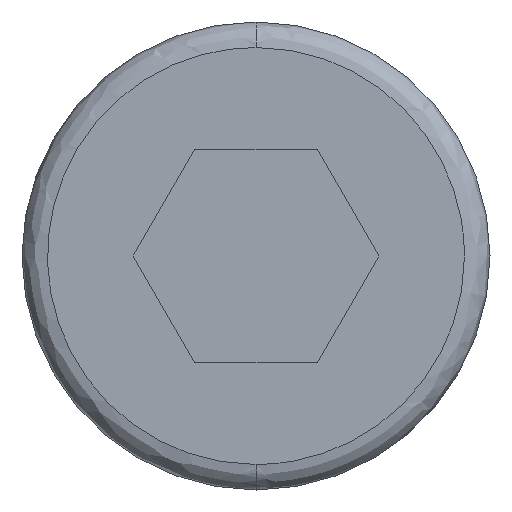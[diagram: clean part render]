
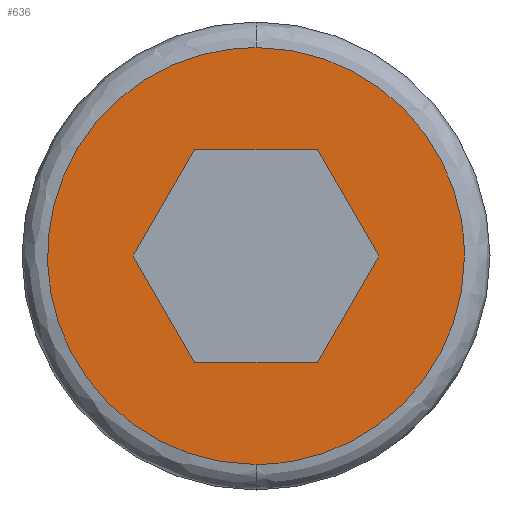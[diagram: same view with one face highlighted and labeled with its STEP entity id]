
A CAD part, front view. The second image highlights one B-rep face of the part: STEP entity #636.
In plain terms, the highlighted planar face has unit normal (0, -1, 0).
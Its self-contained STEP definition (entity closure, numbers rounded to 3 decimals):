
#12 = DIRECTION ( 'NONE',  ( 0.5, 0., -0.866 ) ) ;
#35 = VECTOR ( 'NONE', #12, 1000. ) ;
#39 =( BOUNDED_CURVE ( )  B_SPLINE_CURVE ( 3, ( #539, #466, #541, #221 ),
 .UNSPECIFIED., .F., .T. ) 
 B_SPLINE_CURVE_WITH_KNOTS ( ( 4, 4 ),
 ( 0., 0.333 ),
 .UNSPECIFIED. ) 
 CURVE ( )  GEOMETRIC_REPRESENTATION_ITEM ( )  RATIONAL_B_SPLINE_CURVE ( ( 1., 0.805, 0.805, 1. ) ) 
 REPRESENTATION_ITEM ( '' )  );
#46 = EDGE_CURVE ( 'NONE', #395, #667, #284, .T. ) ;
#51 = CARTESIAN_POINT ( 'NONE',  ( 0., -3., 2.45 ) ) ;
#56 = LINE ( 'NONE', #530, #35 ) ;
#60 = CARTESIAN_POINT ( 'NONE',  ( -2.45, -3., -1.435 ) ) ;
#101 = EDGE_CURVE ( 'NONE', #601, #629, #488, .T. ) ;
#104 = EDGE_LOOP ( 'NONE', ( #556, #129, #599 ) ) ;
#109 = CARTESIAN_POINT ( 'NONE',  ( -2.45, -3., 0. ) ) ;
#122 = CARTESIAN_POINT ( 'NONE',  ( 1.443, -3., 0. ) ) ;
#129 = ORIENTED_EDGE ( 'NONE', *, *, #101, .F. ) ;
#132 = CARTESIAN_POINT ( 'NONE',  ( -0.722, -3., -1.25 ) ) ;
#147 = VERTEX_POINT ( 'NONE', #357 ) ;
#160 =( BOUNDED_CURVE ( )  B_SPLINE_CURVE ( 3, ( #51, #280, #592, #338 ),
 .UNSPECIFIED., .F., .F. ) 
 B_SPLINE_CURVE_WITH_KNOTS ( ( 4, 4 ),
 ( 0., 1. ),
 .UNSPECIFIED. ) 
 CURVE ( )  GEOMETRIC_REPRESENTATION_ITEM ( )  RATIONAL_B_SPLINE_CURVE ( ( 1., 0.805, 0.805, 1. ) ) 
 REPRESENTATION_ITEM ( '' )  );
#162 = VECTOR ( 'NONE', #591, 1000. ) ;
#166 = CARTESIAN_POINT ( 'NONE',  ( -1.435, -3., 2.45 ) ) ;
#167 = CARTESIAN_POINT ( 'NONE',  ( 0., -3., -2.45 ) ) ;
#171 = CARTESIAN_POINT ( 'NONE',  ( 0., -3., 0. ) ) ;
#184 = ORIENTED_EDGE ( 'NONE', *, *, #664, .T. ) ;
#215 = EDGE_CURVE ( 'NONE', #261, #619, #701, .T. ) ;
#221 = CARTESIAN_POINT ( 'NONE',  ( 0., -3., -2.45 ) ) ;
#230 = DIRECTION ( 'NONE',  ( 0., -1., 0. ) ) ;
#237 = CARTESIAN_POINT ( 'NONE',  ( 0.722, -3., 1.25 ) ) ;
#261 = VERTEX_POINT ( 'NONE', #132 ) ;
#280 = CARTESIAN_POINT ( 'NONE',  ( 1.435, -3., 2.45 ) ) ;
#284 = LINE ( 'NONE', #441, #162 ) ;
#298 = DIRECTION ( 'NONE',  ( -0.5, 0., -0.866 ) ) ;
#300 = CARTESIAN_POINT ( 'NONE',  ( 2.45, -3., 0. ) ) ;
#309 = VECTOR ( 'NONE', #647, 1000. ) ;
#331 = EDGE_LOOP ( 'NONE', ( #572, #184, #387, #524, #344, #353 ) ) ;
#338 = CARTESIAN_POINT ( 'NONE',  ( 2.45, -3., 0. ) ) ;
#344 = ORIENTED_EDGE ( 'NONE', *, *, #406, .T. ) ;
#353 = ORIENTED_EDGE ( 'NONE', *, *, #46, .T. ) ;
#357 = CARTESIAN_POINT ( 'NONE',  ( 1.443, -3., 0. ) ) ;
#375 = VERTEX_POINT ( 'NONE', #709 ) ;
#383 = AXIS2_PLACEMENT_3D ( 'NONE', #171, #230, #658 ) ;
#387 = ORIENTED_EDGE ( 'NONE', *, *, #402, .T. ) ;
#394 = DIRECTION ( 'NONE',  ( 0.5, 0., 0.866 ) ) ;
#395 = VERTEX_POINT ( 'NONE', #645 ) ;
#396 = VECTOR ( 'NONE', #394, 1000. ) ;
#402 = EDGE_CURVE ( 'NONE', #375, #261, #475, .T. ) ;
#406 = EDGE_CURVE ( 'NONE', #619, #395, #563, .T. ) ;
#441 = CARTESIAN_POINT ( 'NONE',  ( 0., -3., 1.25 ) ) ;
#443 = EDGE_CURVE ( 'NONE', #629, #685, #160, .T. ) ;
#462 = FACE_BOUND ( 'NONE', #331, .T. ) ;
#466 = CARTESIAN_POINT ( 'NONE',  ( 2.45, -3., -1.435 ) ) ;
#472 = CARTESIAN_POINT ( 'NONE',  ( -1.435, -3., -2.45 ) ) ;
#475 = LINE ( 'NONE', #521, #309 ) ;
#488 =( BOUNDED_CURVE ( )  B_SPLINE_CURVE ( 3, ( #727, #472, #60, #109, #651, #166, #653 ),
 .UNSPECIFIED., .F., .T. ) 
 B_SPLINE_CURVE_WITH_KNOTS ( ( 4, 3, 4 ),
 ( 0.333, 0.667, 1. ),
 .UNSPECIFIED. ) 
 CURVE ( )  GEOMETRIC_REPRESENTATION_ITEM ( )  RATIONAL_B_SPLINE_CURVE ( ( 1., 0.805, 0.805, 1., 0.805, 0.805, 1. ) ) 
 REPRESENTATION_ITEM ( '' )  );
#521 = CARTESIAN_POINT ( 'NONE',  ( 0., -3., -1.25 ) ) ;
#524 = ORIENTED_EDGE ( 'NONE', *, *, #215, .T. ) ;
#530 = CARTESIAN_POINT ( 'NONE',  ( 0.722, -3., 1.25 ) ) ;
#533 = CARTESIAN_POINT ( 'NONE',  ( -1.443, -3., 0. ) ) ;
#539 = CARTESIAN_POINT ( 'NONE',  ( 2.45, -3., 0. ) ) ;
#541 = CARTESIAN_POINT ( 'NONE',  ( 1.435, -3., -2.45 ) ) ;
#550 = EDGE_CURVE ( 'NONE', #667, #147, #56, .T. ) ;
#553 = CARTESIAN_POINT ( 'NONE',  ( -0.722, -3., -1.25 ) ) ;
#556 = ORIENTED_EDGE ( 'NONE', *, *, #443, .F. ) ;
#563 = LINE ( 'NONE', #584, #396 ) ;
#572 = ORIENTED_EDGE ( 'NONE', *, *, #550, .T. ) ;
#574 = VECTOR ( 'NONE', #614, 1000. ) ;
#583 = VECTOR ( 'NONE', #298, 1000. ) ;
#584 = CARTESIAN_POINT ( 'NONE',  ( -1.443, -3., 0. ) ) ;
#588 = EDGE_CURVE ( 'NONE', #685, #601, #39, .T. ) ;
#591 = DIRECTION ( 'NONE',  ( 1., 0., 0. ) ) ;
#592 = CARTESIAN_POINT ( 'NONE',  ( 2.45, -3., 1.435 ) ) ;
#598 = PLANE ( 'NONE',  #383 ) ;
#599 = ORIENTED_EDGE ( 'NONE', *, *, #588, .F. ) ;
#601 = VERTEX_POINT ( 'NONE', #167 ) ;
#614 = DIRECTION ( 'NONE',  ( -0.5, 0., 0.866 ) ) ;
#618 = FACE_OUTER_BOUND ( 'NONE', #104, .T. ) ;
#619 = VERTEX_POINT ( 'NONE', #533 ) ;
#629 = VERTEX_POINT ( 'NONE', #731 ) ;
#636 = ADVANCED_FACE ( 'NONE', ( #462, #618 ), #598, .T. ) ;
#645 = CARTESIAN_POINT ( 'NONE',  ( -0.722, -3., 1.25 ) ) ;
#647 = DIRECTION ( 'NONE',  ( -1., 0., 0. ) ) ;
#651 = CARTESIAN_POINT ( 'NONE',  ( -2.45, -3., 1.435 ) ) ;
#653 = CARTESIAN_POINT ( 'NONE',  ( 0., -3., 2.45 ) ) ;
#658 = DIRECTION ( 'NONE',  ( 0., 0., -1. ) ) ;
#664 = EDGE_CURVE ( 'NONE', #147, #375, #722, .T. ) ;
#667 = VERTEX_POINT ( 'NONE', #237 ) ;
#685 = VERTEX_POINT ( 'NONE', #300 ) ;
#701 = LINE ( 'NONE', #553, #574 ) ;
#709 = CARTESIAN_POINT ( 'NONE',  ( 0.722, -3., -1.25 ) ) ;
#722 = LINE ( 'NONE', #122, #583 ) ;
#727 = CARTESIAN_POINT ( 'NONE',  ( 0., -3., -2.45 ) ) ;
#731 = CARTESIAN_POINT ( 'NONE',  ( 0., -3., 2.45 ) ) ;
